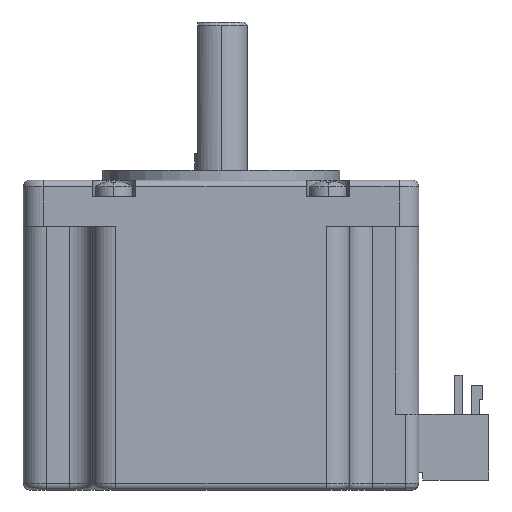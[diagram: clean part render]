
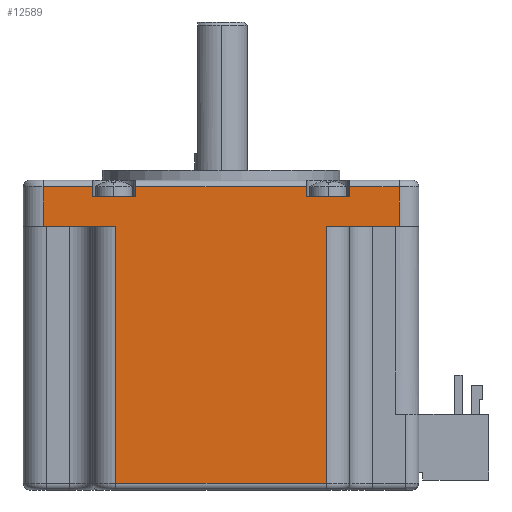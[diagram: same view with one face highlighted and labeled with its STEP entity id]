
A CAD part, left-side view. The second image highlights one B-rep face of the part: STEP entity #12589.
In plain terms, the highlighted planar face has unit normal (-1, 0, 0).
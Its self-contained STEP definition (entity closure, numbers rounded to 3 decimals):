
#69=DIRECTION('',(0.,0.,-1.));
#70=VECTOR('',#69,39.);
#71=CARTESIAN_POINT('',(-30.,16.,81.));
#72=LINE('',#71,#70);
#77=DIRECTION('',(0.,1.,0.));
#78=VECTOR('',#77,11.);
#79=CARTESIAN_POINT('',(-30.,16.,81.));
#80=LINE('',#79,#78);
#81=DIRECTION('',(0.,-1.,0.));
#82=VECTOR('',#81,6.6);
#83=CARTESIAN_POINT('',(-30.,19.55,85.5));
#84=LINE('',#83,#82);
#85=DIRECTION('',(0.,0.,1.));
#86=VECTOR('',#85,1.5);
#87=CARTESIAN_POINT('',(-30.,12.95,85.5));
#88=LINE('',#87,#86);
#89=DIRECTION('',(0.,0.,1.));
#90=VECTOR('',#89,1.5);
#91=CARTESIAN_POINT('',(-30.,-19.55,85.5));
#92=LINE('',#91,#90);
#93=DIRECTION('',(0.,1.,0.));
#94=VECTOR('',#93,11.);
#95=CARTESIAN_POINT('',(-30.,-27.,81.));
#96=LINE('',#95,#94);
#101=DIRECTION('',(0.,0.,1.));
#102=VECTOR('',#101,39.);
#103=CARTESIAN_POINT('',(-30.,-16.,42.));
#104=LINE('',#103,#102);
#478=DIRECTION('',(0.,-1.,0.));
#479=VECTOR('',#478,32.);
#480=CARTESIAN_POINT('',(-30.,16.,42.));
#481=LINE('',#480,#479);
#7577=DIRECTION('',(0.,1.,0.));
#7578=VECTOR('',#7577,7.45);
#7579=CARTESIAN_POINT('',(-30.,19.55,87.));
#7580=LINE('',#7579,#7578);
#7590=DIRECTION('',(0.,0.,1.));
#7591=VECTOR('',#7590,1.5);
#7592=CARTESIAN_POINT('',(-30.,19.55,85.5));
#7593=LINE('',#7592,#7591);
#7634=DIRECTION('',(0.,1.,0.));
#7635=VECTOR('',#7634,25.9);
#7636=CARTESIAN_POINT('',(-30.,-12.95,87.));
#7637=LINE('',#7636,#7635);
#7651=DIRECTION('',(0.,0.,1.));
#7652=VECTOR('',#7651,1.5);
#7653=CARTESIAN_POINT('',(-30.,-12.95,85.5));
#7654=LINE('',#7653,#7652);
#7668=DIRECTION('',(0.,1.,0.));
#7669=VECTOR('',#7668,6.6);
#7670=CARTESIAN_POINT('',(-30.,-19.55,85.5));
#7671=LINE('',#7670,#7669);
#7699=DIRECTION('',(0.,1.,0.));
#7700=VECTOR('',#7699,7.45);
#7701=CARTESIAN_POINT('',(-30.,-27.,87.));
#7702=LINE('',#7701,#7700);
#7730=DIRECTION('',(0.,0.,1.));
#7731=VECTOR('',#7730,6.);
#7732=CARTESIAN_POINT('',(-30.,-27.,81.));
#7733=LINE('',#7732,#7731);
#8199=DIRECTION('',(0.,0.,-1.));
#8200=VECTOR('',#8199,6.);
#8201=CARTESIAN_POINT('',(-30.,27.,87.));
#8202=LINE('',#8201,#8200);
#9082=CARTESIAN_POINT('',(-30.,16.,81.));
#9083=CARTESIAN_POINT('',(-30.,16.,42.));
#9084=VERTEX_POINT('',#9082);
#9085=VERTEX_POINT('',#9083);
#9086=CARTESIAN_POINT('',(-30.,-16.,42.));
#9087=CARTESIAN_POINT('',(-30.,-16.,81.));
#9088=VERTEX_POINT('',#9086);
#9089=VERTEX_POINT('',#9087);
#9090=CARTESIAN_POINT('',(-30.,27.,81.));
#9091=VERTEX_POINT('',#9090);
#9092=CARTESIAN_POINT('',(-30.,27.,87.));
#9093=VERTEX_POINT('',#9092);
#9094=CARTESIAN_POINT('',(-30.,19.55,87.));
#9095=VERTEX_POINT('',#9094);
#9096=CARTESIAN_POINT('',(-30.,19.55,85.5));
#9097=VERTEX_POINT('',#9096);
#9098=CARTESIAN_POINT('',(-30.,12.95,85.5));
#9099=VERTEX_POINT('',#9098);
#9100=CARTESIAN_POINT('',(-30.,12.95,87.));
#9101=VERTEX_POINT('',#9100);
#9102=CARTESIAN_POINT('',(-30.,-12.95,87.));
#9103=VERTEX_POINT('',#9102);
#9104=CARTESIAN_POINT('',(-30.,-12.95,85.5));
#9105=VERTEX_POINT('',#9104);
#9106=CARTESIAN_POINT('',(-30.,-19.55,85.5));
#9107=VERTEX_POINT('',#9106);
#9108=CARTESIAN_POINT('',(-30.,-19.55,87.));
#9109=VERTEX_POINT('',#9108);
#9110=CARTESIAN_POINT('',(-30.,-27.,87.));
#9111=VERTEX_POINT('',#9110);
#9112=CARTESIAN_POINT('',(-30.,-27.,81.));
#9113=VERTEX_POINT('',#9112);
#12551=CARTESIAN_POINT('',(-30.,30.,0.));
#12552=DIRECTION('',(-1.,0.,0.));
#12553=DIRECTION('',(0.,-1.,0.));
#12554=AXIS2_PLACEMENT_3D('',#12551,#12552,#12553);
#12555=PLANE('',#12554);
#12557=ORIENTED_EDGE('',*,*,#12556,.F.);
#12559=ORIENTED_EDGE('',*,*,#12558,.F.);
#12560=ORIENTED_EDGE('',*,*,#12541,.F.);
#12562=ORIENTED_EDGE('',*,*,#12561,.T.);
#12564=ORIENTED_EDGE('',*,*,#12563,.F.);
#12566=ORIENTED_EDGE('',*,*,#12565,.F.);
#12568=ORIENTED_EDGE('',*,*,#12567,.F.);
#12570=ORIENTED_EDGE('',*,*,#12569,.T.);
#12572=ORIENTED_EDGE('',*,*,#12571,.T.);
#12574=ORIENTED_EDGE('',*,*,#12573,.F.);
#12576=ORIENTED_EDGE('',*,*,#12575,.F.);
#12578=ORIENTED_EDGE('',*,*,#12577,.F.);
#12580=ORIENTED_EDGE('',*,*,#12579,.T.);
#12582=ORIENTED_EDGE('',*,*,#12581,.F.);
#12584=ORIENTED_EDGE('',*,*,#12583,.F.);
#12586=ORIENTED_EDGE('',*,*,#12585,.T.);
#12587=EDGE_LOOP('',(#12557,#12559,#12560,#12562,#12564,#12566,#12568,#12570,
#12572,#12574,#12576,#12578,#12580,#12582,#12584,#12586));
#12588=FACE_OUTER_BOUND('',#12587,.F.);
#12589=ADVANCED_FACE('',(#12588),#12555,.T.);
#12541=EDGE_CURVE('',#9084,#9085,#72,.T.);
#12556=EDGE_CURVE('',#9088,#9089,#104,.T.);
#12558=EDGE_CURVE('',#9085,#9088,#481,.T.);
#12561=EDGE_CURVE('',#9084,#9091,#80,.T.);
#12563=EDGE_CURVE('',#9093,#9091,#8202,.T.);
#12565=EDGE_CURVE('',#9095,#9093,#7580,.T.);
#12567=EDGE_CURVE('',#9097,#9095,#7593,.T.);
#12569=EDGE_CURVE('',#9097,#9099,#84,.T.);
#12571=EDGE_CURVE('',#9099,#9101,#88,.T.);
#12573=EDGE_CURVE('',#9103,#9101,#7637,.T.);
#12575=EDGE_CURVE('',#9105,#9103,#7654,.T.);
#12577=EDGE_CURVE('',#9107,#9105,#7671,.T.);
#12579=EDGE_CURVE('',#9107,#9109,#92,.T.);
#12581=EDGE_CURVE('',#9111,#9109,#7702,.T.);
#12583=EDGE_CURVE('',#9113,#9111,#7733,.T.);
#12585=EDGE_CURVE('',#9113,#9089,#96,.T.);
